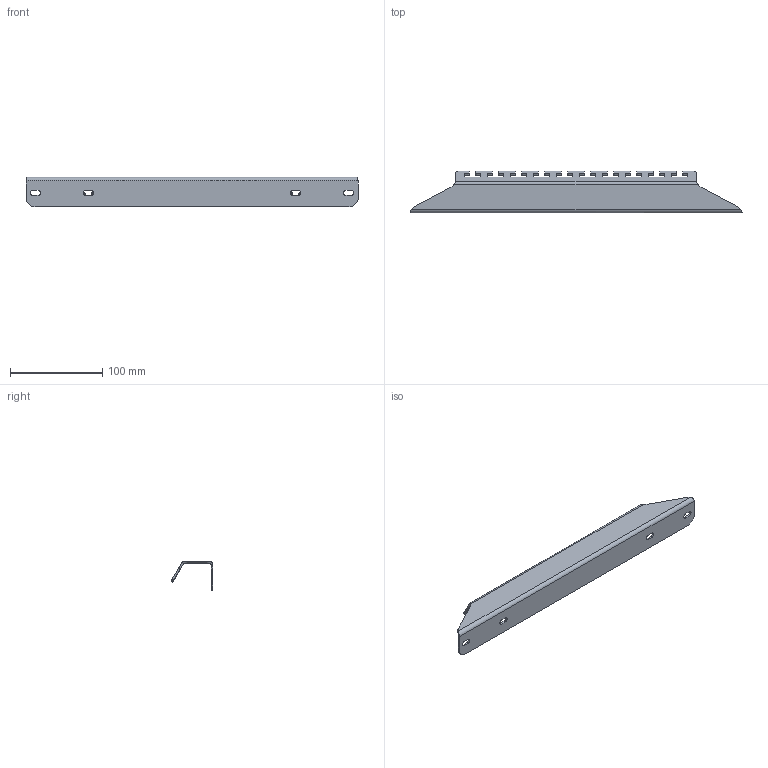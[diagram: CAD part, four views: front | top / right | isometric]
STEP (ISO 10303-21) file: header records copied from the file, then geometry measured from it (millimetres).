
FILE_DESCRIPTION (( 'STEP AP214' ), '1' );
FILE_NAME ('998.400.STEP', '2024-10-09T10:03:51', ( '' ), ( '' ), 'SwSTEP 2.0', 'SolidWorks 2021', '' );
FILE_SCHEMA (( 'AUTOMOTIVE_DESIGN' ));
Length unit declared in the file: millimetre
Products named in the file (1): 998.400
Bounding box: 360.59 x 45.35 x 32 mm (x, y, z)
Volume: 49668.7 mm3; surface area: 52427.5 mm2
Topology: 1 solids, 1 shells, 200 faces, 594 edges, 396 vertices
Faces by surface type: plane 100, cylinder 100
Entity records: 6888 total; most frequent: CARTESIAN_POINT 1313, ORIENTED_EDGE 1188, DIRECTION 1174, EDGE_CURVE 594, VERTEX_POINT 396, AXIS2_PLACEMENT_3D 393, LINE 388, VECTOR 388
